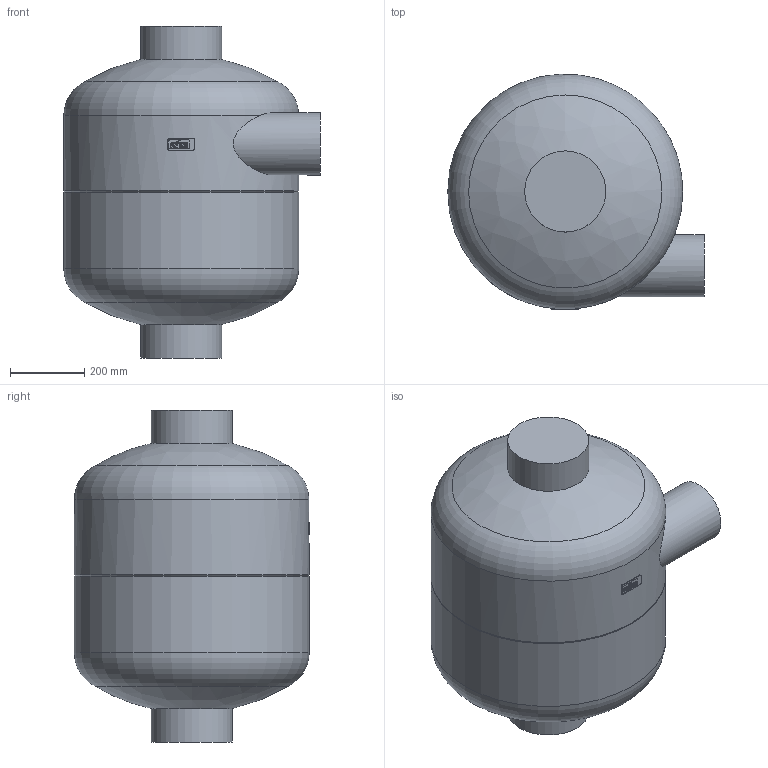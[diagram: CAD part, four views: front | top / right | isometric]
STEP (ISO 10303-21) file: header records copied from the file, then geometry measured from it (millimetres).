
FILE_DESCRIPTION(/* description */ (''),/* implementation_level */ '2;1');
FILE_NAME(/* name */ '3d_ExpansiontrapfT550-8684000.stp',/* time_stamp */ '2015-12-07T13:44:14+01:00',/* author */ ('Andrzej'),/* organization */ (''),/* preprocessor_version */ 'ST-DEVELOPER v15.5',/* originating_system */ 'AutoCAD Mechanical',/* authorisation */ '');
FILE_SCHEMA (('AUTOMOTIVE_DESIGN { 1 0 10303 214 3 1 1 }'));
Length unit declared in the file: millimetre
Products named in the file (1): Product
Bounding box: 692 x 635.62 x 896 mm (x, y, z)
Volume: 207446576.3 mm3; surface area: 1911586 mm2
Topology: 9 solids, 9 shells, 183 faces, 489 edges, 326 vertices
Faces by surface type: plane 99, cylinder 79, torus 2, bspline 2, cone 1
Full cylindrical faces by diameter (mm): 168.3 x1, 219.1 x2, 634 x2
Entity records: 5893 total; most frequent: CARTESIAN_POINT 1184, DIRECTION 1000, ORIENTED_EDGE 952, EDGE_CURVE 476, AXIS2_PLACEMENT_3D 346, VERTEX_POINT 321, LINE 308, VECTOR 308
